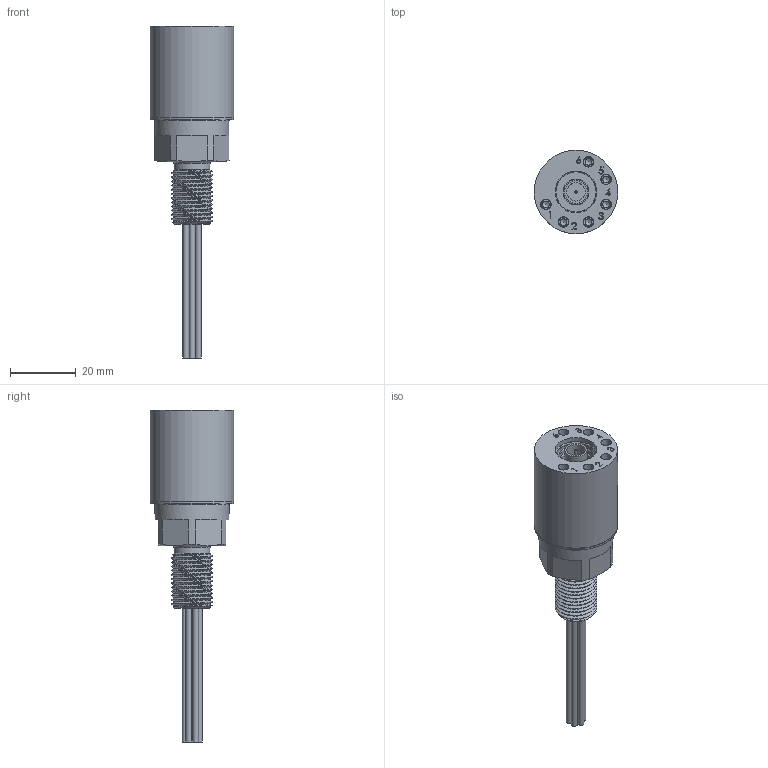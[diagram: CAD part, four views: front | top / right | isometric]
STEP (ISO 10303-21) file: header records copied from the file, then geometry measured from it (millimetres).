
FILE_DESCRIPTION(/* description */ (''),/* implementation_level */ '2;1');
FILE_NAME(/* name */ 'HF75CXBH6F.stp',/* time_stamp */ '2017-02-10T13:32:18+01:00',/* author */ ('sh'),/* organization */ (''),/* preprocessor_version */ 'ST-DEVELOPER v15.2',/* originating_system */ 'Autodesk Inventor 2014',/* authorisation */ '');
FILE_SCHEMA (('AUTOMOTIVE_DESIGN { 1 0 10303 214 3 1 1 }'));
Length unit declared in the file: inch
Products named in the file (1): HF75CXBHF w-power
Bounding box: 25.4 x 25.4 x 100.97 mm (x, y, z)
Volume: 16655.7 mm3; surface area: 15439.8 mm2
Topology: 30 solids, 30 shells, 538 faces, 1299 edges, 863 vertices
Faces by surface type: plane 247, cylinder 110, torus 87, cone 55, bspline 39
Full cylindrical faces by diameter (mm): 0.381 x2, 0.762 x1, 0.813 x12, 1.321 x6, 1.778 x6, 2.032 x6, 2.037 x6, 2.057 x6, 2.54 x1, 2.743 x12, 2.794 x6, 2.845 x1, 3.175 x18, 3.759 x1, 5.588 x1, 6.858 x1, 6.909 x1, 6.96 x1, 7.493 x1, 7.62 x1, 7.874 x2, 8.484 x1, 10.922 x1, 12.7 x5, 14.351 x1, 15.875 x1, 17.462 x1, 18.872 x1, 19.05 x2, 22.555 x1
Entity records: 17987 total; most frequent: CARTESIAN_POINT 6606, DIRECTION 2318, ORIENTED_EDGE 2050, EDGE_CURVE 1025, AXIS2_PLACEMENT_3D 980, EDGE_LOOP 810, VERTEX_POINT 791, ADVANCED_FACE 537
